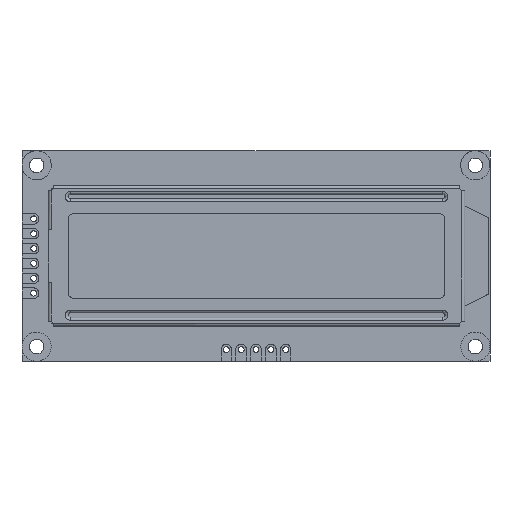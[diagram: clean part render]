
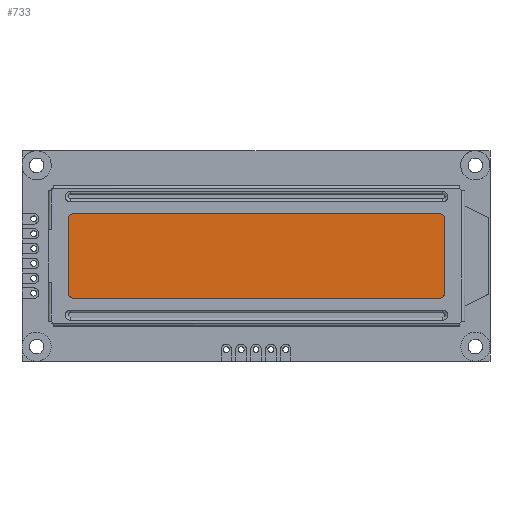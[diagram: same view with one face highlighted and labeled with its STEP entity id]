
A CAD part, top view. The second image highlights one B-rep face of the part: STEP entity #733.
In plain terms, the highlighted planar face has unit normal (0, 0, 1).
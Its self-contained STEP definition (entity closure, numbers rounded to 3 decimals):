
#733=ADVANCED_FACE('',(#1064),#6057,.T.);
#1064=FACE_OUTER_BOUND('',#1420,.T.);
#1420=EDGE_LOOP('',(#2724,#2725,#2726,#2727));
#2724=ORIENTED_EDGE('',*,*,#3916,.T.);
#2725=ORIENTED_EDGE('',*,*,#3919,.T.);
#2726=ORIENTED_EDGE('',*,*,#3909,.T.);
#2727=ORIENTED_EDGE('',*,*,#3921,.T.);
#3909=EDGE_CURVE('',#5704,#5705,#4736,.T.);
#3916=EDGE_CURVE('',#5710,#5712,#4741,.T.);
#3919=EDGE_CURVE('',#5712,#5704,#4744,.T.);
#3921=EDGE_CURVE('',#5705,#5710,#4746,.T.);
#4736=B_SPLINE_CURVE_WITH_KNOTS('',1,(#10687,#10688),.UNSPECIFIED.,.F.,
 .F.,(2,2),(0.,22.),.UNSPECIFIED.);
#4741=B_SPLINE_CURVE_WITH_KNOTS('',1,(#10703,#10704),.UNSPECIFIED.,.F.,
 .F.,(2,2),(0.,22.),.UNSPECIFIED.);
#4744=B_SPLINE_CURVE_WITH_KNOTS('',1,(#10709,#10710),.UNSPECIFIED.,.F.,
 .F.,(2,2),(0.,70.),.UNSPECIFIED.);
#4746=B_SPLINE_CURVE_WITH_KNOTS('',1,(#10713,#10714),.UNSPECIFIED.,.F.,
 .F.,(2,2),(0.,70.),.UNSPECIFIED.);
#5704=VERTEX_POINT('',#10667);
#5705=VERTEX_POINT('',#10668);
#5710=VERTEX_POINT('',#10673);
#5712=VERTEX_POINT('',#10675);
#6057=PLANE('',#6384);
#6384=AXIS2_PLACEMENT_3D('',#10619,#6609,$);
#6609=DIRECTION('',(0.,0.,1.));
#10619=CARTESIAN_POINT('',(-35.,11.,13.));
#10667=CARTESIAN_POINT('',(-35.,11.,13.));
#10668=CARTESIAN_POINT('',(-35.,-11.,13.));
#10673=CARTESIAN_POINT('',(35.,-11.,13.));
#10675=CARTESIAN_POINT('',(35.,11.,13.));
#10687=CARTESIAN_POINT('',(-35.,11.,13.));
#10688=CARTESIAN_POINT('',(-35.,-11.,13.));
#10703=CARTESIAN_POINT('',(35.,-11.,13.));
#10704=CARTESIAN_POINT('',(35.,11.,13.));
#10709=CARTESIAN_POINT('',(35.,11.,13.));
#10710=CARTESIAN_POINT('',(-35.,11.,13.));
#10713=CARTESIAN_POINT('',(-35.,-11.,13.));
#10714=CARTESIAN_POINT('',(35.,-11.,13.));
